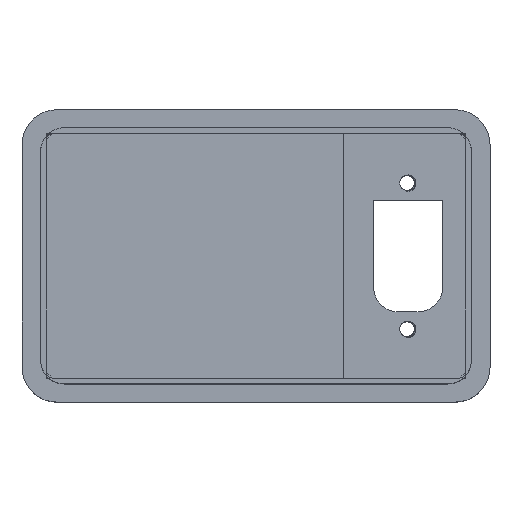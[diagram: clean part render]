
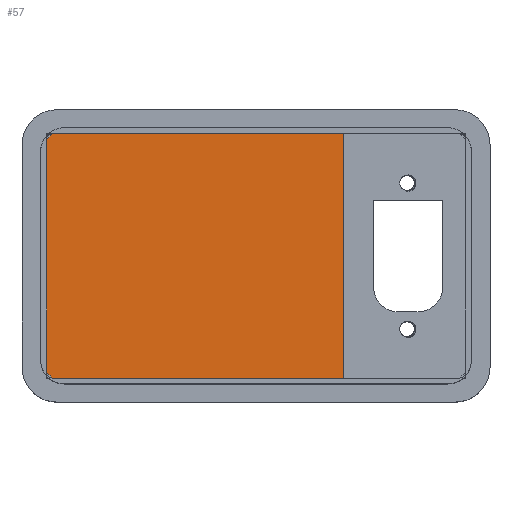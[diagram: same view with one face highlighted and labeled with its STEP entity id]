
A CAD part, top view. The second image highlights one B-rep face of the part: STEP entity #57.
In plain terms, the highlighted planar face has unit normal (0, 0, 1).
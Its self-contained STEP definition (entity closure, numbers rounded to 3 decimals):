
#21 = EDGE_CURVE('',#22,#24,#26,.T.);
#22 = VERTEX_POINT('',#23);
#23 = CARTESIAN_POINT('',(-35.8,19.9,-14.));
#24 = VERTEX_POINT('',#25);
#25 = CARTESIAN_POINT('',(-35.8,-19.9,-14.));
#26 = LINE('',#27,#28);
#27 = CARTESIAN_POINT('',(-35.8,20.9,-14.));
#28 = VECTOR('',#29,1.);
#29 = DIRECTION('',(0.,-1.,0.));
#57 = ADVANCED_FACE('',(#58),#101,.T.);
#58 = FACE_BOUND('',#59,.T.);
#59 = EDGE_LOOP('',(#60,#70,#78,#86,#93,#94));
#60 = ORIENTED_EDGE('',*,*,#61,.T.);
#61 = EDGE_CURVE('',#62,#64,#66,.T.);
#62 = VERTEX_POINT('',#63);
#63 = CARTESIAN_POINT('',(-34.8,-20.9,-14.));
#64 = VERTEX_POINT('',#65);
#65 = CARTESIAN_POINT('',(15.,-20.9,-14.));
#66 = LINE('',#67,#68);
#67 = CARTESIAN_POINT('',(-35.8,-20.9,-14.));
#68 = VECTOR('',#69,1.);
#69 = DIRECTION('',(1.,0.,0.));
#70 = ORIENTED_EDGE('',*,*,#71,.F.);
#71 = EDGE_CURVE('',#72,#64,#74,.T.);
#72 = VERTEX_POINT('',#73);
#73 = CARTESIAN_POINT('',(15.,20.9,-14.));
#74 = LINE('',#75,#76);
#75 = CARTESIAN_POINT('',(15.,21.,-14.));
#76 = VECTOR('',#77,1.);
#77 = DIRECTION('',(0.,-1.,0.));
#78 = ORIENTED_EDGE('',*,*,#79,.T.);
#79 = EDGE_CURVE('',#72,#80,#82,.T.);
#80 = VERTEX_POINT('',#81);
#81 = CARTESIAN_POINT('',(-34.8,20.9,-14.));
#82 = LINE('',#83,#84);
#83 = CARTESIAN_POINT('',(35.8,20.9,-14.));
#84 = VECTOR('',#85,1.);
#85 = DIRECTION('',(-1.,0.,0.));
#86 = ORIENTED_EDGE('',*,*,#87,.F.);
#87 = EDGE_CURVE('',#22,#80,#88,.T.);
#88 = CIRCLE('',#89,1.);
#89 = AXIS2_PLACEMENT_3D('',#90,#91,#92);
#90 = CARTESIAN_POINT('',(-34.8,19.9,-14.));
#91 = DIRECTION('',(0.,0.,-1.));
#92 = DIRECTION('',(0.,1.,0.));
#93 = ORIENTED_EDGE('',*,*,#21,.T.);
#94 = ORIENTED_EDGE('',*,*,#95,.T.);
#95 = EDGE_CURVE('',#24,#62,#96,.T.);
#96 = CIRCLE('',#97,1.);
#97 = AXIS2_PLACEMENT_3D('',#98,#99,#100);
#98 = CARTESIAN_POINT('',(-34.8,-19.9,-14.));
#99 = DIRECTION('',(0.,-0.,1.));
#100 = DIRECTION('',(0.,1.,0.));
#101 = PLANE('',#102);
#102 = AXIS2_PLACEMENT_3D('',#103,#104,#105);
#103 = CARTESIAN_POINT('',(0.,0.,-14.));
#104 = DIRECTION('',(0.,0.,1.));
#105 = DIRECTION('',(1.,0.,0.));
